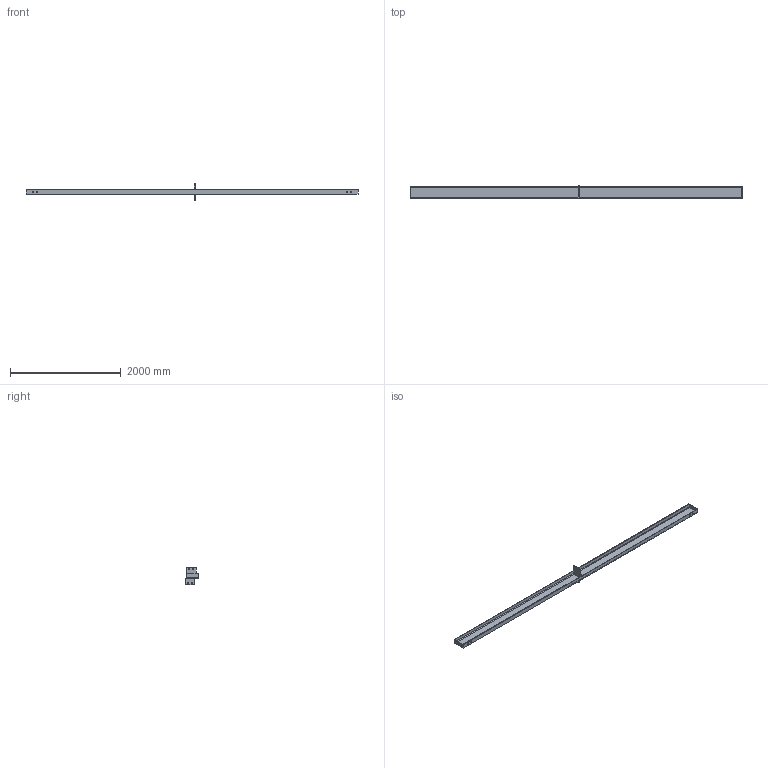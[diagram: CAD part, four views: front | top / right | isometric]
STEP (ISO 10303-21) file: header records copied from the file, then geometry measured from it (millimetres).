
FILE_DESCRIPTION (( 'STEP AP203' ), '1' );
FILE_NAME ('3982-44_REV_.step', '2026-01-19T05:52:27', ( '' ), ( '' ), 'SwSTEP 2.0', 'SolidWorks 2025', '' );
FILE_SCHEMA (( 'CONFIG_CONTROL_DESIGN' ));
Length unit declared in the file: millimetre
Products named in the file (5): 20-11; 3982-43-10; 3982-44_REV_; 20-12; 30-12
Assembly tree (5 placements, depth 2):
  3982-44_REV_
    3982-43-10
    30-12  x2
    20-12
    20-11
Bounding box: 5985 x 245 x 314.5 mm (x, y, z)
Volume: 19901550.7 mm3; surface area: 4603985.1 mm2
Topology: 5 solids, 5 shells, 75 faces, 195 edges, 130 vertices
Faces by surface type: plane 44, cylinder 31
Entity records: 2540 total; most frequent: DIRECTION 361, CARTESIAN_POINT 346, ORIENTED_EDGE 330, EDGE_CURVE 165, AXIS2_PLACEMENT_3D 125, VECTOR 111, LINE 111, VERTEX_POINT 110
